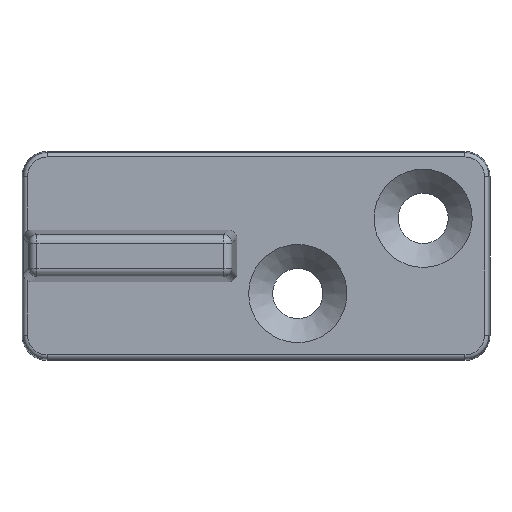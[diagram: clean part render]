
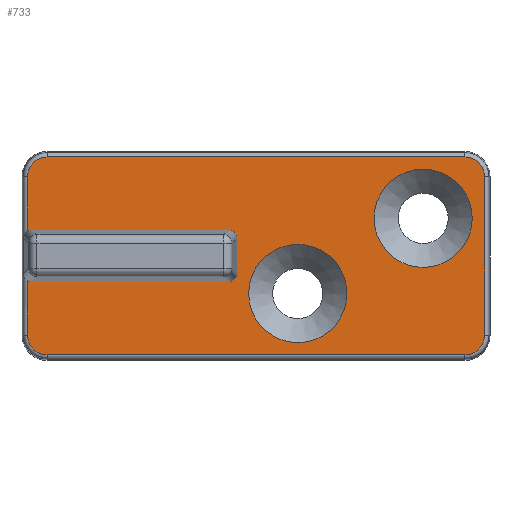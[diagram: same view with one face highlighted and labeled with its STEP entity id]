
A CAD part, top view. The second image highlights one B-rep face of the part: STEP entity #733.
In plain terms, the highlighted planar face has unit normal (0, 0, 1).
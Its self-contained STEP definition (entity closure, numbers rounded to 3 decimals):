
#30=FACE_BOUND('',#101,.T.);
#31=FACE_BOUND('',#102,.T.);
#35=ELLIPSE('',#801,1.001,1.);
#36=ELLIPSE('',#802,1.001,1.);
#37=ELLIPSE('',#803,1.001,1.);
#38=ELLIPSE('',#804,1.001,1.);
#39=PLANE('',#800);
#56=FACE_OUTER_BOUND('',#100,.T.);
#100=EDGE_LOOP('',(#472,#473,#474,#475,#476,#477,#478,#479,#480,#481,#482,
#483,#484,#485,#486,#487));
#101=EDGE_LOOP('',(#488));
#102=EDGE_LOOP('',(#489));
#149=LINE('',#1131,#206);
#150=LINE('',#1135,#207);
#151=LINE('',#1139,#208);
#152=LINE('',#1143,#209);
#153=LINE('',#1147,#210);
#154=LINE('',#1151,#211);
#155=LINE('',#1155,#212);
#156=LINE('',#1159,#213);
#206=VECTOR('',#897,10.);
#207=VECTOR('',#900,10.);
#208=VECTOR('',#903,10.);
#209=VECTOR('',#906,10.);
#210=VECTOR('',#909,10.);
#211=VECTOR('',#912,10.);
#212=VECTOR('',#915,10.);
#213=VECTOR('',#918,10.);
#265=CIRCLE('',#805,2.343);
#266=CIRCLE('',#806,2.343);
#267=CIRCLE('',#807,2.343);
#268=CIRCLE('',#808,2.343);
#269=CIRCLE('',#809,5.876);
#270=CIRCLE('',#810,5.876);
#305=VERTEX_POINT('',#1129);
#306=VERTEX_POINT('',#1130);
#307=VERTEX_POINT('',#1132);
#308=VERTEX_POINT('',#1134);
#309=VERTEX_POINT('',#1136);
#310=VERTEX_POINT('',#1138);
#311=VERTEX_POINT('',#1140);
#312=VERTEX_POINT('',#1142);
#313=VERTEX_POINT('',#1144);
#314=VERTEX_POINT('',#1146);
#315=VERTEX_POINT('',#1148);
#316=VERTEX_POINT('',#1150);
#317=VERTEX_POINT('',#1152);
#318=VERTEX_POINT('',#1154);
#319=VERTEX_POINT('',#1156);
#320=VERTEX_POINT('',#1158);
#321=VERTEX_POINT('',#1161);
#322=VERTEX_POINT('',#1163);
#368=EDGE_CURVE('',#305,#306,#149,.T.);
#369=EDGE_CURVE('',#307,#305,#35,.F.);
#370=EDGE_CURVE('',#307,#308,#150,.T.);
#371=EDGE_CURVE('',#309,#308,#36,.F.);
#372=EDGE_CURVE('',#309,#310,#151,.T.);
#373=EDGE_CURVE('',#311,#310,#37,.F.);
#374=EDGE_CURVE('',#311,#312,#152,.T.);
#375=EDGE_CURVE('',#313,#312,#38,.F.);
#376=EDGE_CURVE('',#314,#313,#153,.T.);
#377=EDGE_CURVE('',#315,#314,#265,.T.);
#378=EDGE_CURVE('',#316,#315,#154,.T.);
#379=EDGE_CURVE('',#317,#316,#266,.T.);
#380=EDGE_CURVE('',#318,#317,#155,.T.);
#381=EDGE_CURVE('',#319,#318,#267,.T.);
#382=EDGE_CURVE('',#320,#319,#156,.T.);
#383=EDGE_CURVE('',#306,#320,#268,.T.);
#384=EDGE_CURVE('',#321,#321,#269,.T.);
#385=EDGE_CURVE('',#322,#322,#270,.T.);
#472=ORIENTED_EDGE('',*,*,#368,.F.);
#473=ORIENTED_EDGE('',*,*,#369,.F.);
#474=ORIENTED_EDGE('',*,*,#370,.T.);
#475=ORIENTED_EDGE('',*,*,#371,.F.);
#476=ORIENTED_EDGE('',*,*,#372,.T.);
#477=ORIENTED_EDGE('',*,*,#373,.F.);
#478=ORIENTED_EDGE('',*,*,#374,.T.);
#479=ORIENTED_EDGE('',*,*,#375,.F.);
#480=ORIENTED_EDGE('',*,*,#376,.F.);
#481=ORIENTED_EDGE('',*,*,#377,.F.);
#482=ORIENTED_EDGE('',*,*,#378,.F.);
#483=ORIENTED_EDGE('',*,*,#379,.F.);
#484=ORIENTED_EDGE('',*,*,#380,.F.);
#485=ORIENTED_EDGE('',*,*,#381,.F.);
#486=ORIENTED_EDGE('',*,*,#382,.F.);
#487=ORIENTED_EDGE('',*,*,#383,.F.);
#488=ORIENTED_EDGE('',*,*,#384,.T.);
#489=ORIENTED_EDGE('',*,*,#385,.T.);
#733=ADVANCED_FACE('',(#56,#30,#31),#39,.T.);
#800=AXIS2_PLACEMENT_3D('',#1128,#895,#896);
#801=AXIS2_PLACEMENT_3D('',#1133,#898,#899);
#802=AXIS2_PLACEMENT_3D('',#1137,#901,#902);
#803=AXIS2_PLACEMENT_3D('',#1141,#904,#905);
#804=AXIS2_PLACEMENT_3D('',#1145,#907,#908);
#805=AXIS2_PLACEMENT_3D('',#1149,#910,#911);
#806=AXIS2_PLACEMENT_3D('',#1153,#913,#914);
#807=AXIS2_PLACEMENT_3D('',#1157,#916,#917);
#808=AXIS2_PLACEMENT_3D('',#1160,#919,#920);
#809=AXIS2_PLACEMENT_3D('',#1162,#921,#922);
#810=AXIS2_PLACEMENT_3D('',#1164,#923,#924);
#895=DIRECTION('center_axis',(0.,0.,1.));
#896=DIRECTION('ref_axis',(1.,0.,0.));
#897=DIRECTION('',(0.,1.,0.));
#898=DIRECTION('center_axis',(0.,0.,-1.));
#899=DIRECTION('ref_axis',(-0.707,0.707,0.));
#900=DIRECTION('',(1.,0.,0.));
#901=DIRECTION('center_axis',(0.,0.,-1.));
#902=DIRECTION('ref_axis',(0.707,0.707,0.));
#903=DIRECTION('',(0.,-1.,0.));
#904=DIRECTION('center_axis',(0.,0.,-1.));
#905=DIRECTION('ref_axis',(0.707,-0.707,0.));
#906=DIRECTION('',(-1.,0.,0.));
#907=DIRECTION('center_axis',(0.,0.,-1.));
#908=DIRECTION('ref_axis',(-0.707,-0.707,0.));
#909=DIRECTION('',(0.,1.,0.));
#910=DIRECTION('center_axis',(0.,0.,-1.));
#911=DIRECTION('ref_axis',(-0.707,-0.707,0.));
#912=DIRECTION('',(-1.,0.,0.));
#913=DIRECTION('center_axis',(0.,0.,-1.));
#914=DIRECTION('ref_axis',(0.707,-0.707,0.));
#915=DIRECTION('',(0.,-1.,0.));
#916=DIRECTION('center_axis',(0.,0.,-1.));
#917=DIRECTION('ref_axis',(0.707,0.707,0.));
#918=DIRECTION('',(1.,0.,0.));
#919=DIRECTION('center_axis',(0.,0.,-1.));
#920=DIRECTION('ref_axis',(-0.707,0.707,0.));
#921=DIRECTION('center_axis',(0.,0.,-1.));
#922=DIRECTION('ref_axis',(1.,0.,0.));
#923=DIRECTION('center_axis',(0.,0.,-1.));
#924=DIRECTION('ref_axis',(1.,0.,0.));
#1128=CARTESIAN_POINT('Origin',(0.,0.,5.));
#1129=CARTESIAN_POINT('',(-27.343,2.94,5.));
#1130=CARTESIAN_POINT('',(-27.343,9.5,5.));
#1131=CARTESIAN_POINT('',(-27.343,-6.25,5.));
#1132=CARTESIAN_POINT('',(-26.801,3.1,5.));
#1133=CARTESIAN_POINT('Origin',(-26.799,2.099,5.));
#1134=CARTESIAN_POINT('',(-3.299,3.1,5.));
#1135=CARTESIAN_POINT('',(-13.9,3.1,5.));
#1136=CARTESIAN_POINT('',(-2.3,2.101,5.));
#1137=CARTESIAN_POINT('Origin',(-3.301,2.099,5.));
#1138=CARTESIAN_POINT('',(-2.3,-2.101,5.));
#1139=CARTESIAN_POINT('',(-2.3,1.55,5.));
#1140=CARTESIAN_POINT('',(-3.299,-3.1,5.));
#1141=CARTESIAN_POINT('Origin',(-3.301,-2.099,5.));
#1142=CARTESIAN_POINT('',(-26.801,-3.1,5.));
#1143=CARTESIAN_POINT('',(-1.15,-3.1,5.));
#1144=CARTESIAN_POINT('',(-27.343,-2.94,5.));
#1145=CARTESIAN_POINT('Origin',(-26.799,-2.099,5.));
#1146=CARTESIAN_POINT('',(-27.343,-9.5,5.));
#1147=CARTESIAN_POINT('',(-27.343,-6.25,5.));
#1148=CARTESIAN_POINT('',(-25.,-11.843,5.));
#1149=CARTESIAN_POINT('Origin',(-25.,-9.5,5.));
#1150=CARTESIAN_POINT('',(25.,-11.843,5.));
#1151=CARTESIAN_POINT('',(14.,-11.843,5.));
#1152=CARTESIAN_POINT('',(27.343,-9.5,5.));
#1153=CARTESIAN_POINT('Origin',(25.,-9.5,5.));
#1154=CARTESIAN_POINT('',(27.343,9.5,5.));
#1155=CARTESIAN_POINT('',(27.343,6.25,5.));
#1156=CARTESIAN_POINT('',(25.,11.843,5.));
#1157=CARTESIAN_POINT('Origin',(25.,9.5,5.));
#1158=CARTESIAN_POINT('',(-25.,11.843,5.));
#1159=CARTESIAN_POINT('',(-14.,11.843,5.));
#1160=CARTESIAN_POINT('Origin',(-25.,9.5,5.));
#1161=CARTESIAN_POINT('',(14.124,4.5,5.));
#1162=CARTESIAN_POINT('Origin',(20.,4.5,5.));
#1163=CARTESIAN_POINT('',(-0.876,-4.5,5.));
#1164=CARTESIAN_POINT('Origin',(5.,-4.5,5.));
